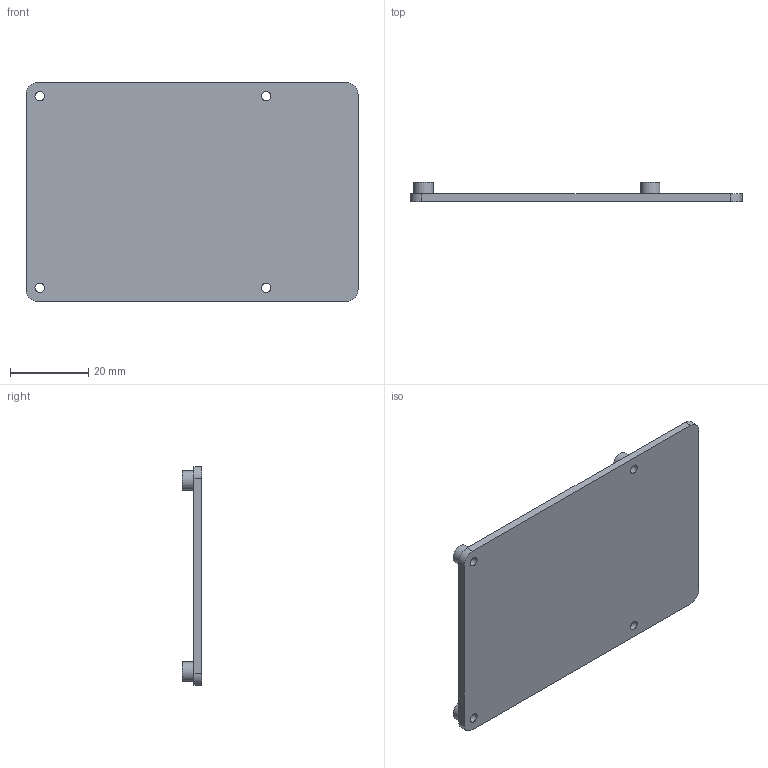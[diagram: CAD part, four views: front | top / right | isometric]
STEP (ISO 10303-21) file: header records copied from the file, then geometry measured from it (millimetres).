
FILE_DESCRIPTION(/* description */ (''),/* implementation_level */ '2;1');
FILE_NAME(/* name */ 'Raspberry Pi 4 Model B.step',/* time_stamp */ '2021-07-08T08:31:23+02:00',/* author */ (''),/* organization */ (''),/* preprocessor_version */ 'ST-DEVELOPER v18.1',/* originating_system */ 'Autodesk Translation Framework v10.9.0.1377',/* authorisation */ '');
FILE_SCHEMA (('AUTOMOTIVE_DESIGN { 1 0 10303 214 3 1 1 }'));
Length unit declared in the file: millimetre
Products named in the file (2): Raspberry Pi 4 Model B; PCB, RPi4ModelB
Assembly tree (1 placements, depth 2):
  Raspberry Pi 4 Model B
    PCB, RPi4ModelB
Bounding box: 85 x 5 x 56 mm (x, y, z)
Volume: 9649.7 mm3; surface area: 10361.3 mm2
Topology: 1 solids, 1 shells, 22 faces, 48 edges, 32 vertices
Faces by surface type: cylinder 12, plane 10
Full cylindrical faces by diameter (mm): 2.4 x4, 5 x4
Entity records: 699 total; most frequent: DIRECTION 122, CARTESIAN_POINT 105, ORIENTED_EDGE 96, AXIS2_PLACEMENT_3D 49, EDGE_CURVE 48, EDGE_LOOP 34, VERTEX_POINT 32, LINE 24
